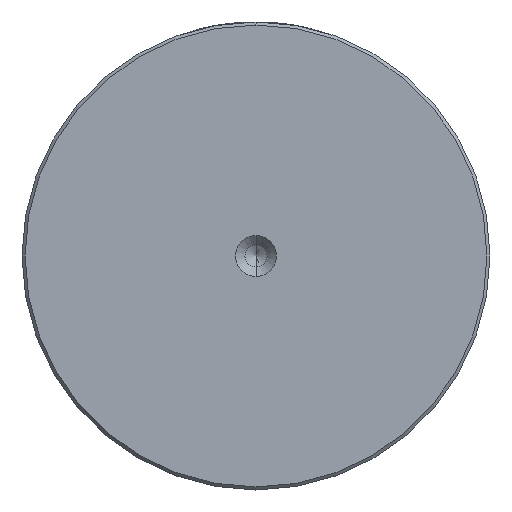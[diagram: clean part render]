
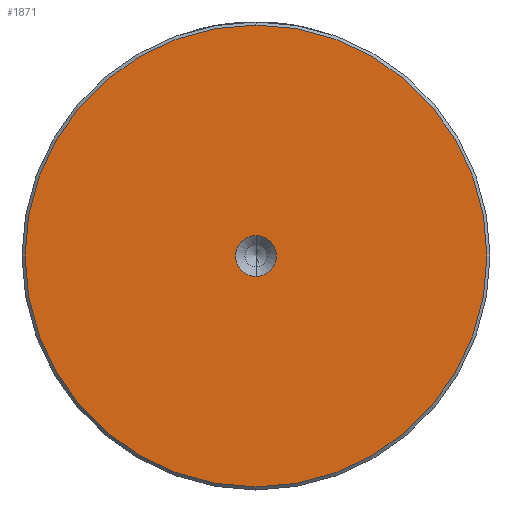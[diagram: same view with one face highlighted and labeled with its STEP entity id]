
A CAD part, left-side view. The second image highlights one B-rep face of the part: STEP entity #1871.
In plain terms, the highlighted planar face has unit normal (-1, 0, 0).
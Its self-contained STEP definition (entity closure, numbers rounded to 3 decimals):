
#2 = CARTESIAN_POINT ( 'NONE',  ( 0., 0., 0. ) ) ;
#174 = DIRECTION ( 'NONE',  ( -1., 0., 0. ) ) ;
#249 = DIRECTION ( 'NONE',  ( 0., 0., 1. ) ) ;
#387 = AXIS2_PLACEMENT_3D ( 'NONE', #1936, #414, #2180 ) ;
#414 = DIRECTION ( 'NONE',  ( -1., 0., 0. ) ) ;
#503 = AXIS2_PLACEMENT_3D ( 'NONE', #2, #1764, #249 ) ;
#516 = AXIS2_PLACEMENT_3D ( 'NONE', #3090, #2851, #2106 ) ;
#538 = ORIENTED_EDGE ( 'NONE', *, *, #599, .F. ) ;
#568 = CIRCLE ( 'NONE', #516, 3.3 ) ;
#599 = EDGE_CURVE ( 'NONE', #2120, #881, #568, .T. ) ;
#800 = CIRCLE ( 'NONE', #1652, 37.5 ) ;
#873 = EDGE_CURVE ( 'NONE', #2518, #3167, #800, .T. ) ;
#881 = VERTEX_POINT ( 'NONE', #2154 ) ;
#894 = DIRECTION ( 'NONE',  ( -1., 0., 0. ) ) ;
#1171 = CARTESIAN_POINT ( 'NONE',  ( 0., 0., 0. ) ) ;
#1205 = FACE_OUTER_BOUND ( 'NONE', #1391, .T. ) ;
#1299 = CARTESIAN_POINT ( 'NONE',  ( 0., 0., -37.5 ) ) ;
#1334 = EDGE_CURVE ( 'NONE', #881, #2120, #2481, .T. ) ;
#1349 = CARTESIAN_POINT ( 'NONE',  ( 0., 0., 3.3 ) ) ;
#1391 = EDGE_LOOP ( 'NONE', ( #2414, #2753 ) ) ;
#1652 = AXIS2_PLACEMENT_3D ( 'NONE', #2413, #894, #2665 ) ;
#1764 = DIRECTION ( 'NONE',  ( -1., 0., 0. ) ) ;
#1849 = EDGE_CURVE ( 'NONE', #3167, #2518, #1968, .T. ) ;
#1871 = ADVANCED_FACE ( 'NONE', ( #1205, #3197 ), #2431, .T. ) ;
#1923 = AXIS2_PLACEMENT_3D ( 'NONE', #1171, #174, #1949 ) ;
#1936 = CARTESIAN_POINT ( 'NONE',  ( 0., 0., 0. ) ) ;
#1949 = DIRECTION ( 'NONE',  ( 0., 0., 1. ) ) ;
#1968 = CIRCLE ( 'NONE', #387, 37.5 ) ;
#2106 = DIRECTION ( 'NONE',  ( 0., 0., 1. ) ) ;
#2120 = VERTEX_POINT ( 'NONE', #1349 ) ;
#2154 = CARTESIAN_POINT ( 'NONE',  ( 0., 0., -3.3 ) ) ;
#2180 = DIRECTION ( 'NONE',  ( 0., 0., 1. ) ) ;
#2232 = CARTESIAN_POINT ( 'NONE',  ( 0., 0., 37.5 ) ) ;
#2413 = CARTESIAN_POINT ( 'NONE',  ( 0., 0., 0. ) ) ;
#2414 = ORIENTED_EDGE ( 'NONE', *, *, #1849, .T. ) ;
#2416 = EDGE_LOOP ( 'NONE', ( #538, #2495 ) ) ;
#2431 = PLANE ( 'NONE',  #1923 ) ;
#2481 = CIRCLE ( 'NONE', #503, 3.3 ) ;
#2495 = ORIENTED_EDGE ( 'NONE', *, *, #1334, .F. ) ;
#2518 = VERTEX_POINT ( 'NONE', #2232 ) ;
#2665 = DIRECTION ( 'NONE',  ( 0., 0., 1. ) ) ;
#2753 = ORIENTED_EDGE ( 'NONE', *, *, #873, .T. ) ;
#2851 = DIRECTION ( 'NONE',  ( -1., 0., 0. ) ) ;
#3090 = CARTESIAN_POINT ( 'NONE',  ( 0., 0., 0. ) ) ;
#3167 = VERTEX_POINT ( 'NONE', #1299 ) ;
#3197 = FACE_BOUND ( 'NONE', #2416, .T. ) ;
